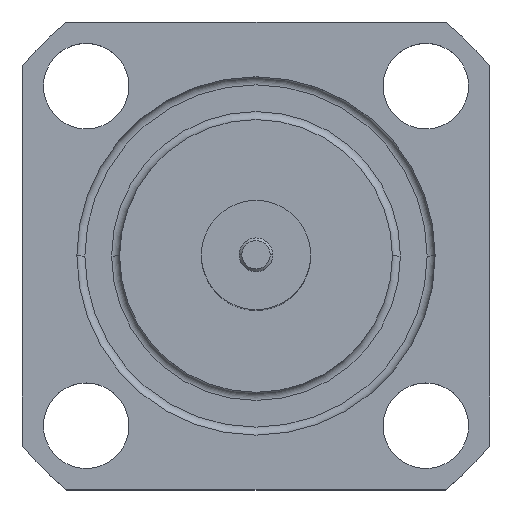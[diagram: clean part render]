
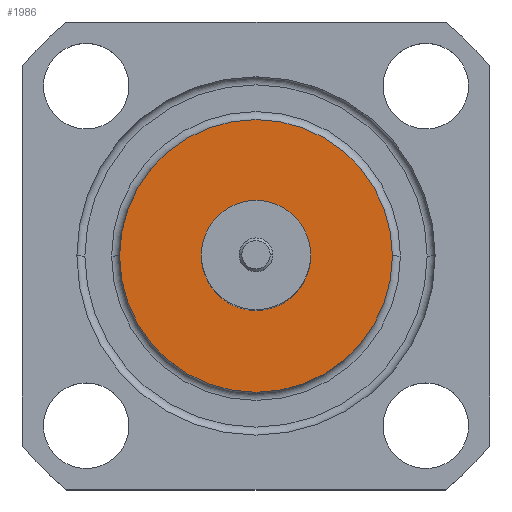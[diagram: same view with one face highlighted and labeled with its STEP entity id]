
A CAD part, top view. The second image highlights one B-rep face of the part: STEP entity #1986.
In plain terms, the highlighted planar face has unit normal (0, 0, 1).
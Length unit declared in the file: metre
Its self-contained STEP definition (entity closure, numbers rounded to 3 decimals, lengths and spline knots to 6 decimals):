
#128 = VERTEX_POINT ( 'NONE', #2171 ) ;
#370 = AXIS2_PLACEMENT_3D ( 'NONE', #2193, #861, #2400 ) ;
#418 = DIRECTION ( 'NONE',  ( 0., 0., 1. ) ) ;
#503 = AXIS2_PLACEMENT_3D ( 'NONE', #2357, #2559, #1280 ) ;
#557 = PLANE ( 'NONE',  #503 ) ;
#719 = CIRCLE ( 'NONE', #960, 0.002045 ) ;
#761 = EDGE_LOOP ( 'NONE', ( #1672, #2198 ) ) ;
#861 = DIRECTION ( 'NONE',  ( 0., 0., 1. ) ) ;
#865 = CIRCLE ( 'NONE', #1312, 0.0051 ) ;
#894 = AXIS2_PLACEMENT_3D ( 'NONE', #1803, #418, #2017 ) ;
#960 = AXIS2_PLACEMENT_3D ( 'NONE', #1319, #2814, #1550 ) ;
#989 = EDGE_LOOP ( 'NONE', ( #2524, #1132 ) ) ;
#1085 = VERTEX_POINT ( 'NONE', #1350 ) ;
#1132 = ORIENTED_EDGE ( 'NONE', *, *, #2776, .T. ) ;
#1199 = CARTESIAN_POINT ( 'NONE',  ( 0., 0., 0. ) ) ;
#1280 = DIRECTION ( 'NONE',  ( -1., 0., 0. ) ) ;
#1312 = AXIS2_PLACEMENT_3D ( 'NONE', #1199, #2684, #1417 ) ;
#1319 = CARTESIAN_POINT ( 'NONE',  ( 0., 0., 0. ) ) ;
#1350 = CARTESIAN_POINT ( 'NONE',  ( 0.0051, 0., 0. ) ) ;
#1417 = DIRECTION ( 'NONE',  ( 1., 0., 0. ) ) ;
#1432 = VERTEX_POINT ( 'NONE', #2744 ) ;
#1550 = DIRECTION ( 'NONE',  ( -1., 0., 0. ) ) ;
#1561 = EDGE_CURVE ( 'NONE', #1085, #128, #2720, .T. ) ;
#1634 = VERTEX_POINT ( 'NONE', #2299 ) ;
#1672 = ORIENTED_EDGE ( 'NONE', *, *, #2853, .F. ) ;
#1803 = CARTESIAN_POINT ( 'NONE',  ( 0., 0., 0. ) ) ;
#1846 = CIRCLE ( 'NONE', #370, 0.002045 ) ;
#1986 = ADVANCED_FACE ( 'NONE', ( #2088, #2085 ), #557, .F. ) ;
#2017 = DIRECTION ( 'NONE',  ( 1., 0., 0. ) ) ;
#2077 = EDGE_CURVE ( 'NONE', #1634, #1432, #1846, .T. ) ;
#2085 = FACE_OUTER_BOUND ( 'NONE', #989, .T. ) ;
#2088 = FACE_BOUND ( 'NONE', #761, .T. ) ;
#2171 = CARTESIAN_POINT ( 'NONE',  ( -0.0051, 0., 0. ) ) ;
#2193 = CARTESIAN_POINT ( 'NONE',  ( 0., 0., 0. ) ) ;
#2198 = ORIENTED_EDGE ( 'NONE', *, *, #2077, .F. ) ;
#2299 = CARTESIAN_POINT ( 'NONE',  ( 0.002045, 0., 0. ) ) ;
#2357 = CARTESIAN_POINT ( 'NONE',  ( 0., 0.0051, 0. ) ) ;
#2400 = DIRECTION ( 'NONE',  ( -1., 0., 0. ) ) ;
#2524 = ORIENTED_EDGE ( 'NONE', *, *, #1561, .T. ) ;
#2559 = DIRECTION ( 'NONE',  ( 0., 0., -1. ) ) ;
#2684 = DIRECTION ( 'NONE',  ( 0., 0., 1. ) ) ;
#2720 = CIRCLE ( 'NONE', #894, 0.0051 ) ;
#2744 = CARTESIAN_POINT ( 'NONE',  ( -0.002045, 0., 0. ) ) ;
#2776 = EDGE_CURVE ( 'NONE', #128, #1085, #865, .T. ) ;
#2814 = DIRECTION ( 'NONE',  ( 0., 0., 1. ) ) ;
#2853 = EDGE_CURVE ( 'NONE', #1432, #1634, #719, .T. ) ;
